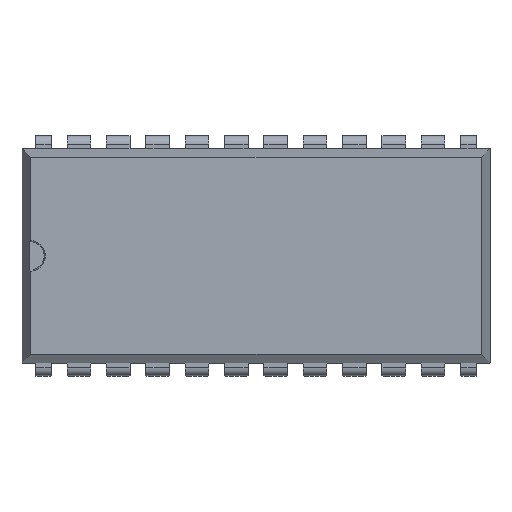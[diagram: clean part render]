
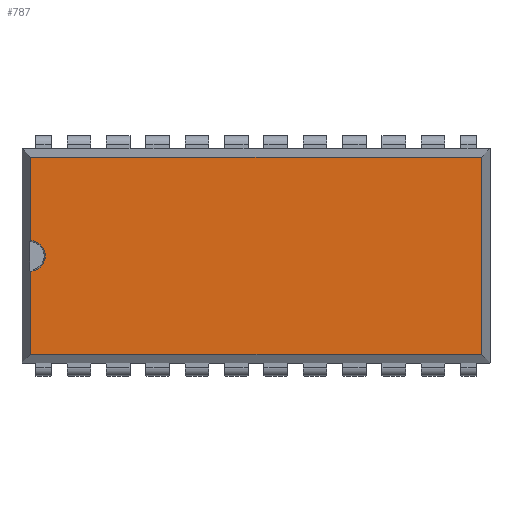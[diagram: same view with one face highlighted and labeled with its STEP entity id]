
A CAD part, top view. The second image highlights one B-rep face of the part: STEP entity #787.
In plain terms, the highlighted planar face has unit normal (0, 0, 1).
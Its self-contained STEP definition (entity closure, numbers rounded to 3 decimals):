
#159 = CARTESIAN_POINT ( 'NONE',  ( 28.52, -4.495, 5. ) ) ;
#219 = DIRECTION ( 'NONE',  ( 1., 0., 0. ) ) ;
#335 = CARTESIAN_POINT ( 'NONE',  ( 28.52, 13.98, 5. ) ) ;
#669 = ORIENTED_EDGE ( 'NONE', *, *, #6328, .T. ) ;
#787 = ADVANCED_FACE ( 'NONE', ( #5680 ), #8377, .T. ) ;
#1127 = LINE ( 'NONE', #5603, #10274 ) ;
#1148 = CARTESIAN_POINT ( 'NONE',  ( -0.58, -4.495, 5. ) ) ;
#1151 = EDGE_CURVE ( 'NONE', #8445, #11794, #1127, .T. ) ;
#1267 = ORIENTED_EDGE ( 'NONE', *, *, #5892, .T. ) ;
#2060 = AXIS2_PLACEMENT_3D ( 'NONE', #3149, #9531, #2303 ) ;
#2069 = EDGE_CURVE ( 'NONE', #5074, #9455, #2173, .T. ) ;
#2173 = LINE ( 'NONE', #1148, #6603 ) ;
#2245 = EDGE_LOOP ( 'NONE', ( #8225, #10729, #669, #10845, #7425, #8429, #1267 ) ) ;
#2303 = DIRECTION ( 'NONE',  ( 1., 0., 0. ) ) ;
#2749 = DIRECTION ( 'NONE',  ( 1., 0., 0. ) ) ;
#2819 = EDGE_CURVE ( 'NONE', #6100, #8445, #7634, .T. ) ;
#2868 = LINE ( 'NONE', #159, #10892 ) ;
#3053 = CARTESIAN_POINT ( 'NONE',  ( -0.58, -4.495, 5. ) ) ;
#3149 = CARTESIAN_POINT ( 'NONE',  ( -0.63, 7.62, 5. ) ) ;
#3417 = CIRCLE ( 'NONE', #2060, 1. ) ;
#3470 = CARTESIAN_POINT ( 'NONE',  ( -0.58, 8.619, 5. ) ) ;
#3700 = CARTESIAN_POINT ( 'NONE',  ( -0.58, 1.26, 5. ) ) ;
#4887 = DIRECTION ( 'NONE',  ( 1., 0., 0. ) ) ;
#4896 = CARTESIAN_POINT ( 'NONE',  ( 0.37, 7.62, 5. ) ) ;
#5074 = VERTEX_POINT ( 'NONE', #3700 ) ;
#5481 = VECTOR ( 'NONE', #6736, 1000. ) ;
#5603 = CARTESIAN_POINT ( 'NONE',  ( 34.275, 13.98, 5. ) ) ;
#5648 = CARTESIAN_POINT ( 'NONE',  ( 28.52, 1.26, 5. ) ) ;
#5680 = FACE_OUTER_BOUND ( 'NONE', #2245, .T. ) ;
#5892 = EDGE_CURVE ( 'NONE', #8338, #11794, #2868, .T. ) ;
#5922 = DIRECTION ( 'NONE',  ( 0., 1., 0. ) ) ;
#6100 = VERTEX_POINT ( 'NONE', #3470 ) ;
#6328 = EDGE_CURVE ( 'NONE', #6100, #9846, #3417, .T. ) ;
#6603 = VECTOR ( 'NONE', #5922, 1000. ) ;
#6639 = DIRECTION ( 'NONE',  ( 0., 0., 1. ) ) ;
#6736 = DIRECTION ( 'NONE',  ( 0., 1., 0. ) ) ;
#6888 = CARTESIAN_POINT ( 'NONE',  ( -0.58, 6.621, 5. ) ) ;
#7080 = LINE ( 'NONE', #9105, #8560 ) ;
#7226 = DIRECTION ( 'NONE',  ( 0., 0., -1. ) ) ;
#7381 = AXIS2_PLACEMENT_3D ( 'NONE', #9447, #6639, #4887 ) ;
#7425 = ORIENTED_EDGE ( 'NONE', *, *, #2069, .F. ) ;
#7532 = CIRCLE ( 'NONE', #7921, 1. ) ;
#7565 = DIRECTION ( 'NONE',  ( 0., 1., 0. ) ) ;
#7634 = LINE ( 'NONE', #3053, #5481 ) ;
#7921 = AXIS2_PLACEMENT_3D ( 'NONE', #8181, #7226, #2749 ) ;
#8181 = CARTESIAN_POINT ( 'NONE',  ( -0.63, 7.62, 5. ) ) ;
#8225 = ORIENTED_EDGE ( 'NONE', *, *, #1151, .F. ) ;
#8338 = VERTEX_POINT ( 'NONE', #5648 ) ;
#8377 = PLANE ( 'NONE',  #7381 ) ;
#8429 = ORIENTED_EDGE ( 'NONE', *, *, #10725, .T. ) ;
#8445 = VERTEX_POINT ( 'NONE', #8884 ) ;
#8560 = VECTOR ( 'NONE', #9958, 1000. ) ;
#8884 = CARTESIAN_POINT ( 'NONE',  ( -0.58, 13.98, 5. ) ) ;
#9105 = CARTESIAN_POINT ( 'NONE',  ( 34.275, 1.26, 5. ) ) ;
#9447 = CARTESIAN_POINT ( 'NONE',  ( 1.27, 0.71, 5. ) ) ;
#9455 = VERTEX_POINT ( 'NONE', #6888 ) ;
#9531 = DIRECTION ( 'NONE',  ( 0., 0., -1. ) ) ;
#9846 = VERTEX_POINT ( 'NONE', #4896 ) ;
#9958 = DIRECTION ( 'NONE',  ( 1., 0., 0. ) ) ;
#10274 = VECTOR ( 'NONE', #219, 1000. ) ;
#10725 = EDGE_CURVE ( 'NONE', #5074, #8338, #7080, .T. ) ;
#10729 = ORIENTED_EDGE ( 'NONE', *, *, #2819, .F. ) ;
#10845 = ORIENTED_EDGE ( 'NONE', *, *, #11704, .T. ) ;
#10892 = VECTOR ( 'NONE', #7565, 1000. ) ;
#11704 = EDGE_CURVE ( 'NONE', #9846, #9455, #7532, .T. ) ;
#11794 = VERTEX_POINT ( 'NONE', #335 ) ;
